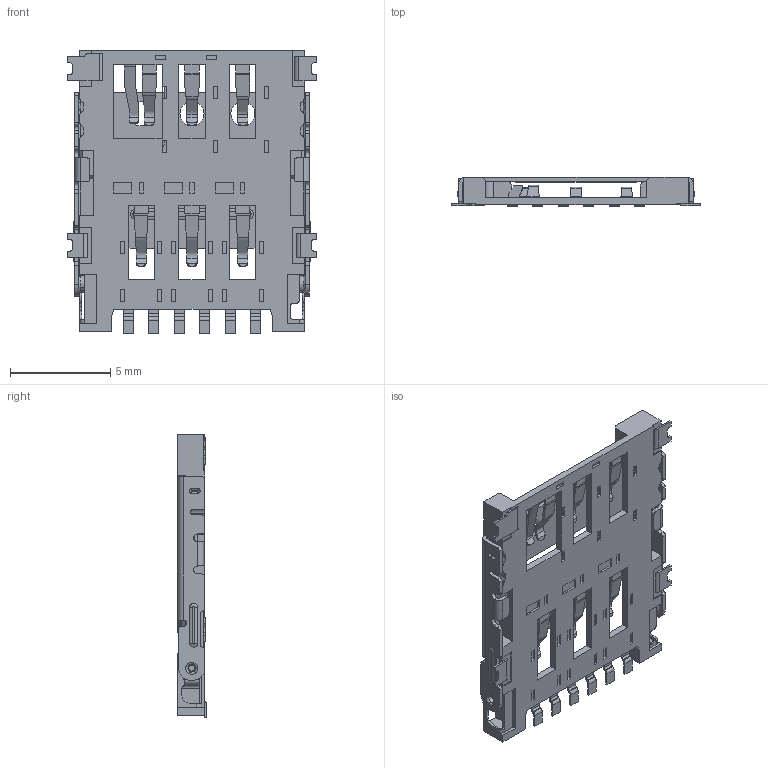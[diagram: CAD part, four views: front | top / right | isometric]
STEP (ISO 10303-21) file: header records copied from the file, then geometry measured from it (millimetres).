
FILE_DESCRIPTION(('STEP AP242'),'1');
FILE_NAME('sim8060-6-1-14-00-a.stp','2024-12-03T12:22:21',('TraceParts'),('TraceParts S.A.'),'Spatial InterOp 3D',' ',' ');
FILE_SCHEMA(('AP242_MANAGED_MODEL_BASED_3D_ENGINEERING_MIM_LF {1 0 10303 442 1 1 4}'));
Length unit declared in the file: millimetre
Products named in the file (1): sim8060-6-1-14-00-a_1
Bounding box: 12.4 x 1.43 x 14.1 mm (x, y, z)
Volume: 77.8 mm3; surface area: 619.5 mm2
Topology: 2 solids, 2 shells, 1136 faces, 3054 edges, 1981 vertices
Faces by surface type: plane 803, cylinder 230, bspline 85, cone 18
Entity records: 41890 total; most frequent: CARTESIAN_POINT 10572, ORIENTED_EDGE 6058, DIRECTION 5427, EDGE_CURVE 3029, LINE 2345, VECTOR 2345, VERTEX_POINT 1981, AXIS2_PLACEMENT_3D 1541
